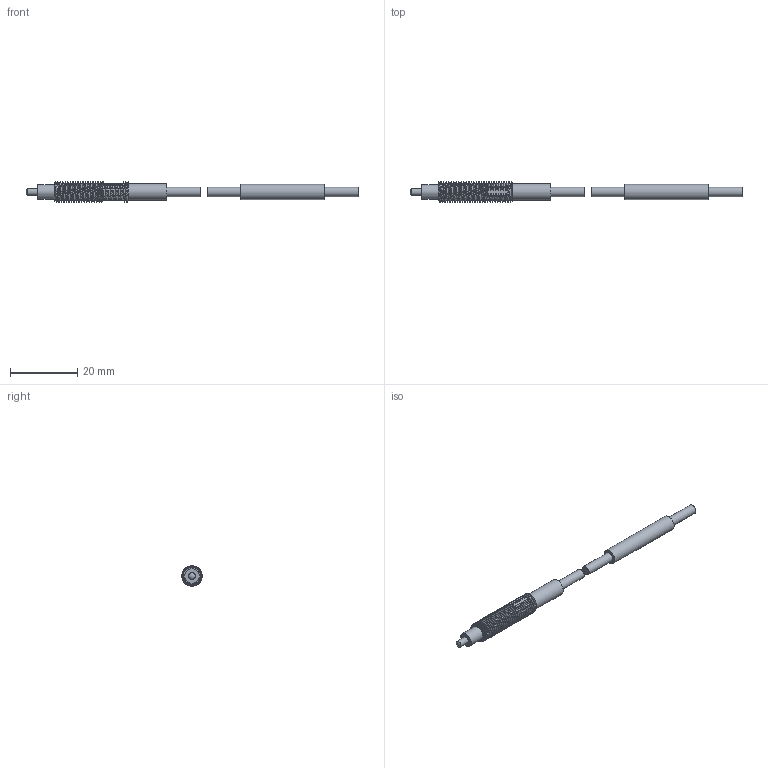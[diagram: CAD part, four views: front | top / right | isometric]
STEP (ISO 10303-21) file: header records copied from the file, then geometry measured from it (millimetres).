
FILE_DESCRIPTION (( 'STEP AP214' ), '1' );
FILE_NAME ('CS067A-LG.STEP', '2019-05-17T18:44:19', ( '' ), ( '' ), 'SwSTEP 2.0', 'SolidWorks 2018', '' );
FILE_SCHEMA (( 'AUTOMOTIVE_DESIGN' ));
Length unit declared in the file: inch
Products named in the file (1): CS067A-LG
Bounding box: 98.99 x 6 x 6 mm (x, y, z)
Volume: 1415.9 mm3; surface area: 1588.6 mm2
Topology: 2 solids, 2 shells, 91 faces, 244 edges, 163 vertices
Faces by surface type: bspline 50, cylinder 25, plane 15, sphere 1
Full cylindrical faces by diameter (mm): 2 x1, 2.8 x3, 4.3 x1, 4.5 x1, 5 x1
Entity records: 71535 total; most frequent: CARTESIAN_POINT 69848, ORIENTED_EDGE 472, EDGE_CURVE 236, VERTEX_POINT 162, DIRECTION 156, B_SPLINE_CURVE_WITH_KNOTS 112, EDGE_LOOP 104, FACE_OUTER_BOUND 98
